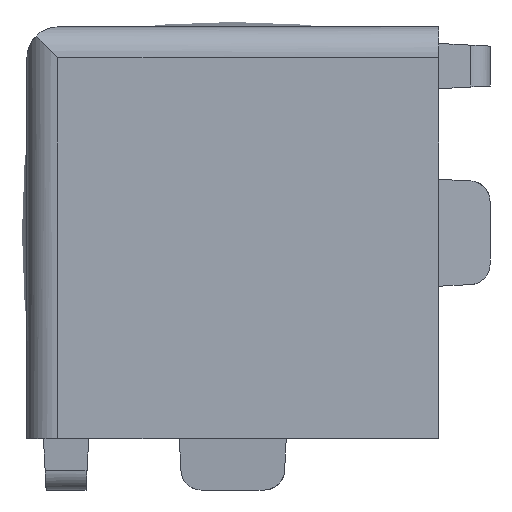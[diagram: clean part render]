
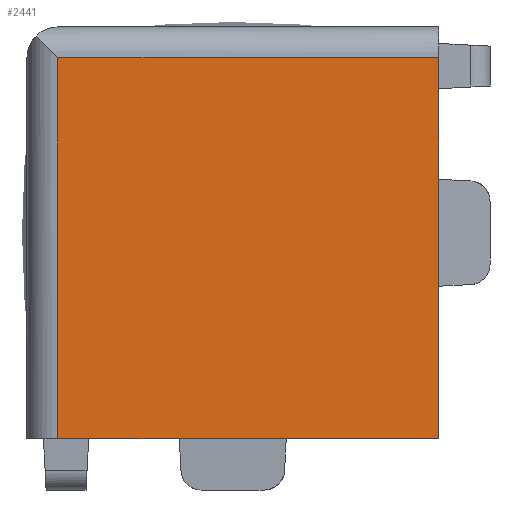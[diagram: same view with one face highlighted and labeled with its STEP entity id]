
A CAD part, left-side view. The second image highlights one B-rep face of the part: STEP entity #2441.
In plain terms, the highlighted planar face has unit normal (-1, 0, 0).
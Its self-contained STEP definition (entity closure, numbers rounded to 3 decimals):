
#458=ORIENTED_EDGE('',*,*,#958,.F.);
#459=ORIENTED_EDGE('',*,*,#1126,.F.);
#460=ORIENTED_EDGE('',*,*,#1122,.T.);
#461=ORIENTED_EDGE('',*,*,#1005,.T.);
#958=EDGE_CURVE('',#1313,#1314,#1543,.T.);
#1005=EDGE_CURVE('',#1360,#1314,#1575,.T.);
#1122=EDGE_CURVE('',#1435,#1360,#1654,.T.);
#1126=EDGE_CURVE('',#1435,#1313,#1656,.T.);
#1313=VERTEX_POINT('',#3676);
#1314=VERTEX_POINT('',#3677);
#1360=VERTEX_POINT('',#3771);
#1435=VERTEX_POINT('',#3998);
#1543=LINE('',#3675,#1770);
#1575=LINE('',#3770,#1802);
#1654=LINE('',#3997,#1881);
#1656=LINE('',#4005,#1883);
#1770=VECTOR('',#2884,1000.);
#1802=VECTOR('',#2948,1000.);
#1881=VECTOR('',#3173,1000.);
#1883=VECTOR('',#3181,1000.);
#2029=EDGE_LOOP('',(#458,#459,#460,#461));
#2200=FACE_BOUND('',#2029,.T.);
#2345=PLANE('',#2674);
#2441=ADVANCED_FACE('',(#2200),#2345,.F.);
#2674=AXIS2_PLACEMENT_3D('',#4004,#3179,#3180);
#2884=DIRECTION('',(0.,0.,-1.));
#2948=DIRECTION('',(0.,-1.,0.));
#3173=DIRECTION('',(0.,0.,-1.));
#3179=DIRECTION('',(1.,0.,0.));
#3180=DIRECTION('',(0.,0.,-1.));
#3181=DIRECTION('',(0.,-1.,0.));
#3675=CARTESIAN_POINT('',(-10.,-10.,10.));
#3676=CARTESIAN_POINT('',(-10.,-10.,8.5));
#3677=CARTESIAN_POINT('',(-10.,-10.,-10.));
#3770=CARTESIAN_POINT('',(-10.,8.5,-10.));
#3771=CARTESIAN_POINT('',(-10.,8.5,-10.));
#3997=CARTESIAN_POINT('',(-10.,8.5,10.));
#3998=CARTESIAN_POINT('',(-10.,8.5,8.5));
#4004=CARTESIAN_POINT('',(-10.,8.5,10.));
#4005=CARTESIAN_POINT('',(-10.,10.,8.5));
